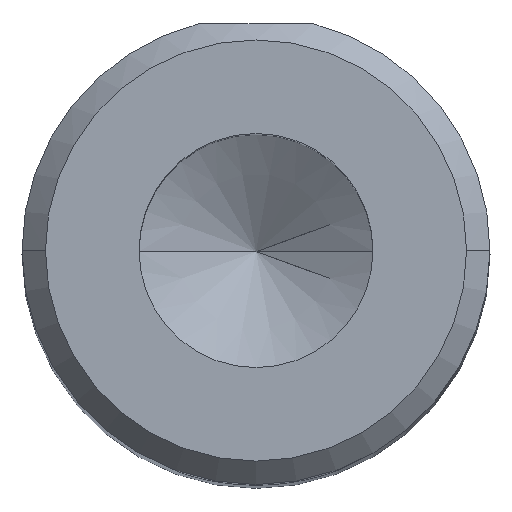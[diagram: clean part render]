
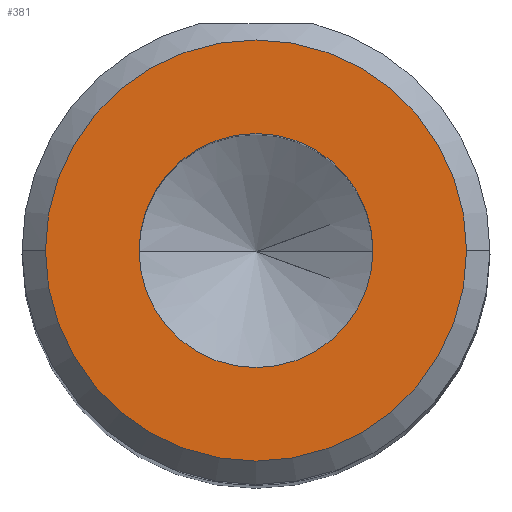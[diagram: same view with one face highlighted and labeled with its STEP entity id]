
A CAD part, top view. The second image highlights one B-rep face of the part: STEP entity #381.
In plain terms, the highlighted planar face has unit normal (0, 0, 1).
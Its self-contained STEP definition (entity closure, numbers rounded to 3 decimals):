
#60 = AXIS2_PLACEMENT_3D ( 'NONE', #251, #914, #353 ) ;
#63 = FACE_BOUND ( 'NONE', #446, .T. ) ;
#74 = PLANE ( 'NONE',  #474 ) ;
#102 = CIRCLE ( 'NONE', #60, 2.5 ) ;
#120 = CARTESIAN_POINT ( 'NONE',  ( 0., 0., 25. ) ) ;
#161 = CIRCLE ( 'NONE', #190, 4.5 ) ;
#164 = CARTESIAN_POINT ( 'NONE',  ( 0., 0., 25. ) ) ;
#176 = CARTESIAN_POINT ( 'NONE',  ( -2.5, 0., 25. ) ) ;
#183 = DIRECTION ( 'NONE',  ( 1., 0., 0. ) ) ;
#190 = AXIS2_PLACEMENT_3D ( 'NONE', #120, #791, #230 ) ;
#216 = ORIENTED_EDGE ( 'NONE', *, *, #502, .T. ) ;
#230 = DIRECTION ( 'NONE',  ( 1., 0., 0. ) ) ;
#236 = AXIS2_PLACEMENT_3D ( 'NONE', #301, #962, #403 ) ;
#251 = CARTESIAN_POINT ( 'NONE',  ( 0., 0., 25. ) ) ;
#265 = DIRECTION ( 'NONE',  ( 1., 0., 0. ) ) ;
#301 = CARTESIAN_POINT ( 'NONE',  ( 0., 0., 25. ) ) ;
#314 = FACE_OUTER_BOUND ( 'NONE', #799, .T. ) ;
#353 = DIRECTION ( 'NONE',  ( 1., 0., 0. ) ) ;
#354 = VERTEX_POINT ( 'NONE', #176 ) ;
#366 = AXIS2_PLACEMENT_3D ( 'NONE', #164, #835, #265 ) ;
#381 = ADVANCED_FACE ( 'NONE', ( #314, #63 ), #74, .T. ) ;
#403 = DIRECTION ( 'NONE',  ( 1., 0., 0. ) ) ;
#446 = EDGE_LOOP ( 'NONE', ( #1150, #1003 ) ) ;
#474 = AXIS2_PLACEMENT_3D ( 'NONE', #1141, #750, #183 ) ;
#502 = EDGE_CURVE ( 'NONE', #881, #816, #910, .T. ) ;
#601 = CARTESIAN_POINT ( 'NONE',  ( 2.5, 0., 25. ) ) ;
#750 = DIRECTION ( 'NONE',  ( 0., 0., 1. ) ) ;
#791 = DIRECTION ( 'NONE',  ( 0., 0., 1. ) ) ;
#799 = EDGE_LOOP ( 'NONE', ( #216, #863 ) ) ;
#810 = EDGE_CURVE ( 'NONE', #1195, #354, #1089, .T. ) ;
#816 = VERTEX_POINT ( 'NONE', #869 ) ;
#835 = DIRECTION ( 'NONE',  ( 0., 0., 1. ) ) ;
#863 = ORIENTED_EDGE ( 'NONE', *, *, #918, .T. ) ;
#869 = CARTESIAN_POINT ( 'NONE',  ( 4.5, 0., 25. ) ) ;
#881 = VERTEX_POINT ( 'NONE', #1231 ) ;
#910 = CIRCLE ( 'NONE', #366, 4.5 ) ;
#914 = DIRECTION ( 'NONE',  ( 0., 0., 1. ) ) ;
#918 = EDGE_CURVE ( 'NONE', #816, #881, #161, .T. ) ;
#962 = DIRECTION ( 'NONE',  ( 0., 0., 1. ) ) ;
#979 = EDGE_CURVE ( 'NONE', #354, #1195, #102, .T. ) ;
#1003 = ORIENTED_EDGE ( 'NONE', *, *, #979, .F. ) ;
#1089 = CIRCLE ( 'NONE', #236, 2.5 ) ;
#1141 = CARTESIAN_POINT ( 'NONE',  ( 0., 0., 25. ) ) ;
#1150 = ORIENTED_EDGE ( 'NONE', *, *, #810, .F. ) ;
#1195 = VERTEX_POINT ( 'NONE', #601 ) ;
#1231 = CARTESIAN_POINT ( 'NONE',  ( -4.5, 0., 25. ) ) ;
